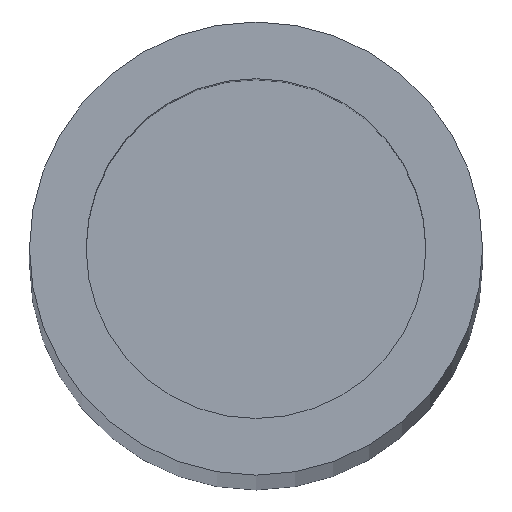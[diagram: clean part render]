
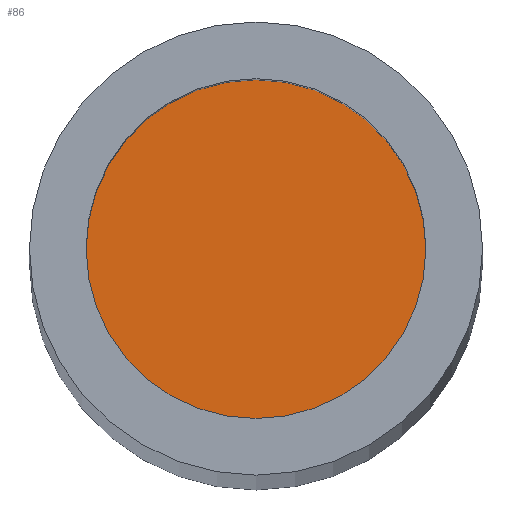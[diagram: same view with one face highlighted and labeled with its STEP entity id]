
A CAD part, top view. The second image highlights one B-rep face of the part: STEP entity #86.
In plain terms, the highlighted planar face has unit normal (0, 0, 1).
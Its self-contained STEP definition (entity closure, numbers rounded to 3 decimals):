
#17=PLANE('',#109);
#22=FACE_OUTER_BOUND('',#29,.T.);
#29=EDGE_LOOP('',(#68));
#44=CIRCLE('',#108,3.);
#50=VERTEX_POINT('',#154);
#57=EDGE_CURVE('',#50,#50,#44,.T.);
#68=ORIENTED_EDGE('',*,*,#57,.F.);
#86=ADVANCED_FACE('',(#22),#17,.T.);
#108=AXIS2_PLACEMENT_3D('',#156,#126,#127);
#109=AXIS2_PLACEMENT_3D('',#157,#128,#129);
#126=DIRECTION('center_axis',(0.,0.,-1.));
#127=DIRECTION('ref_axis',(-1.,0.,0.));
#128=DIRECTION('center_axis',(0.,0.,1.));
#129=DIRECTION('ref_axis',(-1.,0.,0.));
#154=CARTESIAN_POINT('',(3.,0.,138.9));
#156=CARTESIAN_POINT('Origin',(0.,0.,138.9));
#157=CARTESIAN_POINT('Origin',(0.,0.,138.9));
